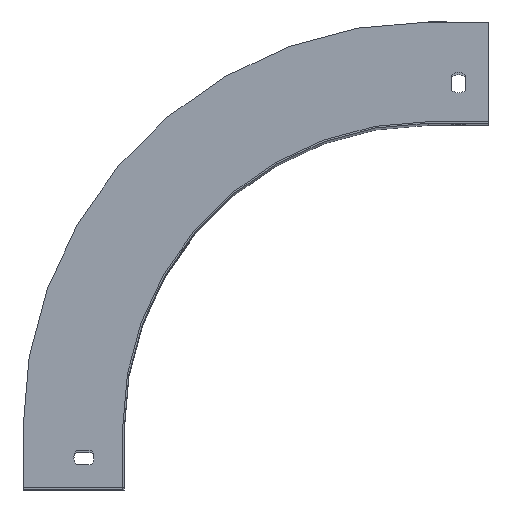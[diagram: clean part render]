
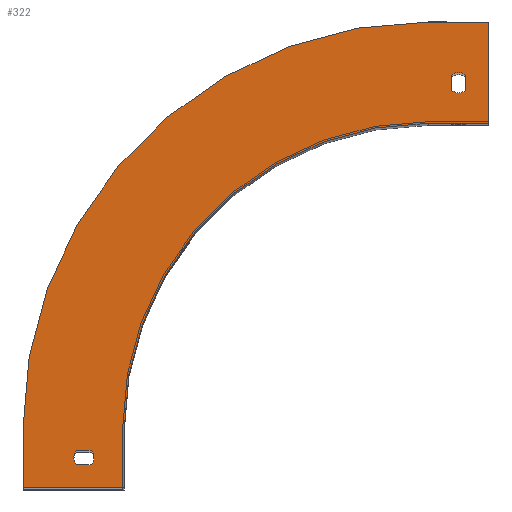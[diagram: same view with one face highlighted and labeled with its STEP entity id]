
A CAD part, top view. The second image highlights one B-rep face of the part: STEP entity #322.
In plain terms, the highlighted planar face has unit normal (0, 0, 1).
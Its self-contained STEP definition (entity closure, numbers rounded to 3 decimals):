
#121 = AXIS2_PLACEMENT_3D ( 'NONE', #623, #608, #633 ) ;
#135 = AXIS2_PLACEMENT_3D ( 'NONE', #1265, #1264, #1263 ) ;
#144 = AXIS2_PLACEMENT_3D ( 'NONE', #1206, #1205, #1204 ) ;
#146 = AXIS2_PLACEMENT_3D ( 'NONE', #1247, #1246, #1196 ) ;
#152 = AXIS2_PLACEMENT_3D ( 'NONE', #1259, #1268, #1241 ) ;
#153 = AXIS2_PLACEMENT_3D ( 'NONE', #554, #553, #552 ) ;
#154 = AXIS2_PLACEMENT_3D ( 'NONE', #558, #557, #556 ) ;
#159 = EDGE_CURVE ( 'NONE', #434, #423, #439, .T. ) ;
#173 = EDGE_CURVE ( 'NONE', #415, #402, #458, .T. ) ;
#174 = EDGE_CURVE ( 'NONE', #406, #405, #460, .T. ) ;
#176 = EDGE_CURVE ( 'NONE', #423, #412, #463, .T. ) ;
#195 = EDGE_CURVE ( 'NONE', #409, #408, #495, .T. ) ;
#196 = EDGE_CURVE ( 'NONE', #399, #415, #498, .T. ) ;
#198 = EDGE_CURVE ( 'NONE', #402, #400, #502, .T. ) ;
#200 = EDGE_CURVE ( 'NONE', #405, #421, #496, .T. ) ;
#202 = EDGE_CURVE ( 'NONE', #421, #411, #510, .T. ) ;
#205 = EDGE_CURVE ( 'NONE', #400, #399, #506, .T. ) ;
#207 = EDGE_CURVE ( 'NONE', #417, #434, #517, .T. ) ;
#214 = EDGE_CURVE ( 'NONE', #410, #409, #514, .T. ) ;
#217 = EDGE_CURVE ( 'NONE', #412, #410, #531, .T. ) ;
#218 = EDGE_CURVE ( 'NONE', #411, #406, #706, .T. ) ;
#220 = EDGE_CURVE ( 'NONE', #407, #417, #708, .T. ) ;
#221 = EDGE_CURVE ( 'NONE', #408, #407, #710, .T. ) ;
#289 = CARTESIAN_POINT ( 'NONE',  ( 26.429, 18.5, 0.8 ) ) ;
#292 = CARTESIAN_POINT ( 'NONE',  ( 26.429, 11.5, 0.8 ) ) ;
#295 = CARTESIAN_POINT ( 'NONE',  ( 211.5, 196.429, 0.8 ) ) ;
#298 = CARTESIAN_POINT ( 'NONE',  ( 211.5, 203.571, 0.8 ) ) ;
#299 = CARTESIAN_POINT ( 'NONE',  ( 218.5, 203.571, 0.8 ) ) ;
#322 = ADVANCED_FACE ( 'NONE', ( #765, #783, #780 ), #632, .F. ) ;
#331 = CARTESIAN_POINT ( 'NONE',  ( 200., 180., 0.8 ) ) ;
#335 = CARTESIAN_POINT ( 'NONE',  ( 230., 230., 0.8 ) ) ;
#336 = CARTESIAN_POINT ( 'NONE',  ( 230., 180., 0.8 ) ) ;
#338 = CARTESIAN_POINT ( 'NONE',  ( 33.571, 18.5, 0.8 ) ) ;
#339 = CARTESIAN_POINT ( 'NONE',  ( 218.5, 196.429, 0.8 ) ) ;
#342 = CARTESIAN_POINT ( 'NONE',  ( 0., 0., 0.8 ) ) ;
#346 = CARTESIAN_POINT ( 'NONE',  ( 33.571, 11.5, 0.8 ) ) ;
#348 = CARTESIAN_POINT ( 'NONE',  ( 50., 30., 0.8 ) ) ;
#353 = CARTESIAN_POINT ( 'NONE',  ( 200., 230., 0.8 ) ) ;
#355 = CARTESIAN_POINT ( 'NONE',  ( 0., 30., 0.8 ) ) ;
#359 = CARTESIAN_POINT ( 'NONE',  ( 50., 0., 0.8 ) ) ;
#399 = VERTEX_POINT ( 'NONE', #299 ) ;
#400 = VERTEX_POINT ( 'NONE', #298 ) ;
#402 = VERTEX_POINT ( 'NONE', #295 ) ;
#405 = VERTEX_POINT ( 'NONE', #292 ) ;
#406 = VERTEX_POINT ( 'NONE', #289 ) ;
#407 = VERTEX_POINT ( 'NONE', #355 ) ;
#408 = VERTEX_POINT ( 'NONE', #353 ) ;
#409 = VERTEX_POINT ( 'NONE', #335 ) ;
#410 = VERTEX_POINT ( 'NONE', #336 ) ;
#411 = VERTEX_POINT ( 'NONE', #338 ) ;
#412 = VERTEX_POINT ( 'NONE', #331 ) ;
#415 = VERTEX_POINT ( 'NONE', #339 ) ;
#417 = VERTEX_POINT ( 'NONE', #342 ) ;
#421 = VERTEX_POINT ( 'NONE', #346 ) ;
#423 = VERTEX_POINT ( 'NONE', #348 ) ;
#434 = VERTEX_POINT ( 'NONE', #359 ) ;
#439 = LINE ( 'NONE', #590, #440 ) ;
#440 = VECTOR ( 'NONE', #550, 1000. ) ;
#458 = CIRCLE ( 'NONE', #154, 5. ) ;
#460 = CIRCLE ( 'NONE', #153, 5. ) ;
#463 = CIRCLE ( 'NONE', #152, 150. ) ;
#495 = LINE ( 'NONE', #1257, #499 ) ;
#496 = LINE ( 'NONE', #1203, #509 ) ;
#498 = LINE ( 'NONE', #1237, #501 ) ;
#499 = VECTOR ( 'NONE', #1243, 1000. ) ;
#501 = VECTOR ( 'NONE', #1236, 1000. ) ;
#502 = LINE ( 'NONE', #1251, #505 ) ;
#505 = VECTOR ( 'NONE', #1250, 1000. ) ;
#506 = CIRCLE ( 'NONE', #144, 5. ) ;
#509 = VECTOR ( 'NONE', #1242, 1000. ) ;
#510 = CIRCLE ( 'NONE', #146, 5. ) ;
#514 = LINE ( 'NONE', #1184, #530 ) ;
#517 = LINE ( 'NONE', #1211, #520 ) ;
#520 = VECTOR ( 'NONE', #1210, 1000. ) ;
#530 = VECTOR ( 'NONE', #1179, 1000. ) ;
#531 = LINE ( 'NONE', #1180, #704 ) ;
#550 = DIRECTION ( 'NONE',  ( 0., 1., 0. ) ) ;
#552 = DIRECTION ( 'NONE',  ( 1., 0., 0. ) ) ;
#553 = DIRECTION ( 'NONE',  ( 0., 0., 1. ) ) ;
#554 = CARTESIAN_POINT ( 'NONE',  ( 30., 15., 0.8 ) ) ;
#556 = DIRECTION ( 'NONE',  ( 0., -1., 0. ) ) ;
#557 = DIRECTION ( 'NONE',  ( 0., 0., -1. ) ) ;
#558 = CARTESIAN_POINT ( 'NONE',  ( 215., 200., 0.8 ) ) ;
#590 = CARTESIAN_POINT ( 'NONE',  ( 50., 0., 0.8 ) ) ;
#608 = DIRECTION ( 'NONE',  ( 0., 0., -1. ) ) ;
#623 = CARTESIAN_POINT ( 'NONE',  ( 200., 30., 0.8 ) ) ;
#632 = PLANE ( 'NONE',  #121 ) ;
#633 = DIRECTION ( 'NONE',  ( -1., 0., 0. ) ) ;
#704 = VECTOR ( 'NONE', #1171, 1000. ) ;
#706 = LINE ( 'NONE', #1170, #707 ) ;
#707 = VECTOR ( 'NONE', #1169, 1000. ) ;
#708 = LINE ( 'NONE', #1166, #711 ) ;
#710 = CIRCLE ( 'NONE', #135, 200. ) ;
#711 = VECTOR ( 'NONE', #1165, 1000. ) ;
#765 = FACE_OUTER_BOUND ( 'NONE', #945, .T. ) ;
#780 = FACE_BOUND ( 'NONE', #908, .T. ) ;
#783 = FACE_BOUND ( 'NONE', #910, .T. ) ;
#908 = EDGE_LOOP ( 'NONE', ( #973, #972, #971, #967 ) ) ;
#910 = EDGE_LOOP ( 'NONE', ( #983, #981, #980, #974 ) ) ;
#945 = EDGE_LOOP ( 'NONE', ( #991, #990, #989, #988, #987, #986, #985, #984 ) ) ;
#967 = ORIENTED_EDGE ( 'NONE', *, *, #196, .T. ) ;
#971 = ORIENTED_EDGE ( 'NONE', *, *, #205, .T. ) ;
#972 = ORIENTED_EDGE ( 'NONE', *, *, #198, .T. ) ;
#973 = ORIENTED_EDGE ( 'NONE', *, *, #173, .T. ) ;
#974 = ORIENTED_EDGE ( 'NONE', *, *, #174, .F. ) ;
#980 = ORIENTED_EDGE ( 'NONE', *, *, #200, .F. ) ;
#981 = ORIENTED_EDGE ( 'NONE', *, *, #202, .F. ) ;
#983 = ORIENTED_EDGE ( 'NONE', *, *, #218, .F. ) ;
#984 = ORIENTED_EDGE ( 'NONE', *, *, #220, .T. ) ;
#985 = ORIENTED_EDGE ( 'NONE', *, *, #221, .T. ) ;
#986 = ORIENTED_EDGE ( 'NONE', *, *, #195, .T. ) ;
#987 = ORIENTED_EDGE ( 'NONE', *, *, #214, .T. ) ;
#988 = ORIENTED_EDGE ( 'NONE', *, *, #217, .T. ) ;
#989 = ORIENTED_EDGE ( 'NONE', *, *, #176, .T. ) ;
#990 = ORIENTED_EDGE ( 'NONE', *, *, #159, .T. ) ;
#991 = ORIENTED_EDGE ( 'NONE', *, *, #207, .T. ) ;
#1165 = DIRECTION ( 'NONE',  ( 0., -1., 0. ) ) ;
#1166 = CARTESIAN_POINT ( 'NONE',  ( 0., 30., 0.8 ) ) ;
#1169 = DIRECTION ( 'NONE',  ( -1., 0., 0. ) ) ;
#1170 = CARTESIAN_POINT ( 'NONE',  ( 26.429, 18.5, 0.8 ) ) ;
#1171 = DIRECTION ( 'NONE',  ( 1., 0., 0. ) ) ;
#1179 = DIRECTION ( 'NONE',  ( 0., 1., 0. ) ) ;
#1180 = CARTESIAN_POINT ( 'NONE',  ( 230., 180., 0.8 ) ) ;
#1184 = CARTESIAN_POINT ( 'NONE',  ( 230., 230., 0.8 ) ) ;
#1196 = DIRECTION ( 'NONE',  ( 1., 0., 0. ) ) ;
#1203 = CARTESIAN_POINT ( 'NONE',  ( 26.429, 11.5, 0.8 ) ) ;
#1204 = DIRECTION ( 'NONE',  ( 0., -1., 0. ) ) ;
#1205 = DIRECTION ( 'NONE',  ( 0., 0., -1. ) ) ;
#1206 = CARTESIAN_POINT ( 'NONE',  ( 215., 200., 0.8 ) ) ;
#1210 = DIRECTION ( 'NONE',  ( 1., 0., 0. ) ) ;
#1211 = CARTESIAN_POINT ( 'NONE',  ( 0., 0., 0.8 ) ) ;
#1236 = DIRECTION ( 'NONE',  ( 0., -1., 0. ) ) ;
#1237 = CARTESIAN_POINT ( 'NONE',  ( 218.5, 203.571, 0.8 ) ) ;
#1241 = DIRECTION ( 'NONE',  ( 1., 0., 0. ) ) ;
#1242 = DIRECTION ( 'NONE',  ( 1., 0., 0. ) ) ;
#1243 = DIRECTION ( 'NONE',  ( -1., 0., 0. ) ) ;
#1246 = DIRECTION ( 'NONE',  ( 0., 0., 1. ) ) ;
#1247 = CARTESIAN_POINT ( 'NONE',  ( 30., 15., 0.8 ) ) ;
#1250 = DIRECTION ( 'NONE',  ( 0., 1., 0. ) ) ;
#1251 = CARTESIAN_POINT ( 'NONE',  ( 211.5, 203.571, 0.8 ) ) ;
#1257 = CARTESIAN_POINT ( 'NONE',  ( 200., 230., 0.8 ) ) ;
#1259 = CARTESIAN_POINT ( 'NONE',  ( 200., 30., 0.8 ) ) ;
#1263 = DIRECTION ( 'NONE',  ( -1., 0., 0. ) ) ;
#1264 = DIRECTION ( 'NONE',  ( 0., 0., 1. ) ) ;
#1265 = CARTESIAN_POINT ( 'NONE',  ( 200., 30., 0.8 ) ) ;
#1268 = DIRECTION ( 'NONE',  ( 0., 0., -1. ) ) ;
